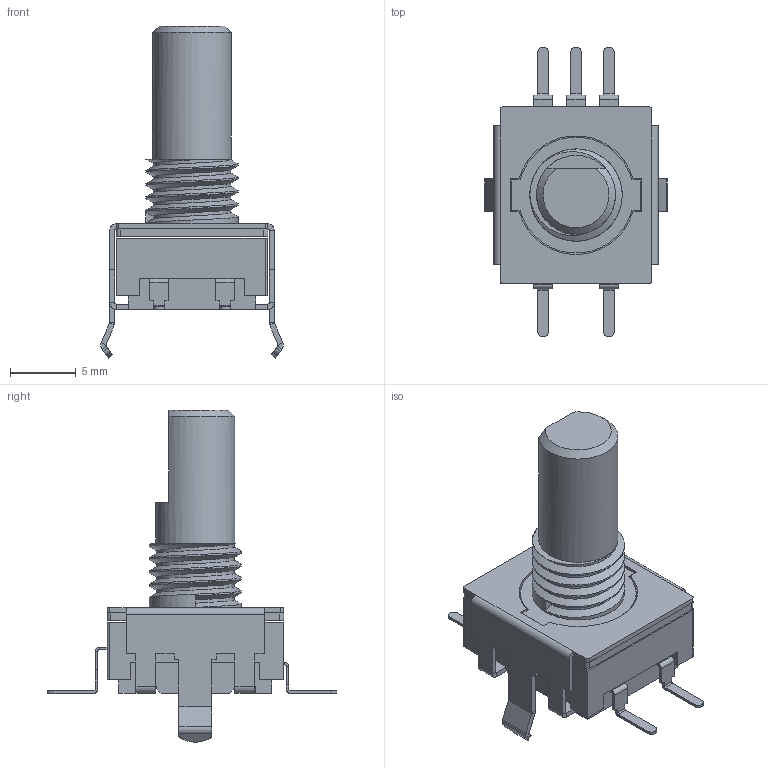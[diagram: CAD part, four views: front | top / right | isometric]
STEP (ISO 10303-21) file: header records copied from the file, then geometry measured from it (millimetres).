
FILE_DESCRIPTION(/* description */ (''),/* implementation_level */ '2;1');
FILE_NAME(/* name */ 'PEC11R-4X15F-S00XX_SMD.step',/* time_stamp */ '2021-08-23T17:42:32+08:00',/* author */ (''),/* organization */ (''),/* preprocessor_version */ 'ST-DEVELOPER v18.1',/* originating_system */ 'Autodesk Translation Framework v10.9.0.1377',/* authorisation */ '');
FILE_SCHEMA (('AUTOMOTIVE_DESIGN { 1 0 10303 214 3 1 1 }'));
Length unit declared in the file: millimetre
Products named in the file (2): PEC11R-4X15F-S00XX_SMD; COMPOUND (1)
Assembly tree (1 placements, depth 2):
  PEC11R-4X15F-S00XX_SMD
    COMPOUND (1)
Bounding box: 13.85 x 22 x 25.19 mm (x, y, z)
Volume: 1364.9 mm3; surface area: 2124.5 mm2
Topology: 9 solids, 9 shells, 331 faces, 815 edges, 504 vertices
Faces by surface type: plane 250, cylinder 78, bspline 2, cone 1
Full cylindrical faces by diameter (mm): 5.917 x4, 6 x1, 7 x4
Entity records: 10379 total; most frequent: CARTESIAN_POINT 2484, ORIENTED_EDGE 1630, DIRECTION 1594, EDGE_CURVE 815, LINE 644, VECTOR 644, VERTEX_POINT 504, AXIS2_PLACEMENT_3D 475
